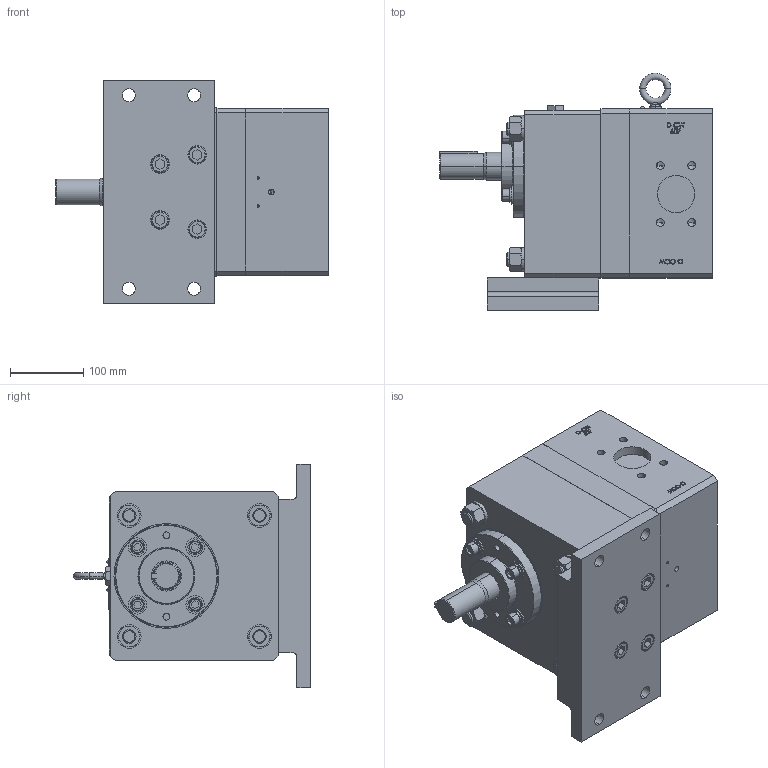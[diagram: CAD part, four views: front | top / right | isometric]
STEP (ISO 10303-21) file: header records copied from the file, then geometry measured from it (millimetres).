
FILE_DESCRIPTION (( 'STEP AP214' ), '1' );
FILE_NAME ('G-1415-15J9-003.STEP', '2019-09-24T15:53:10', ( '' ), ( '' ), 'SwSTEP 2.0', 'SolidWorks 2018', '' );
FILE_SCHEMA (( 'AUTOMOTIVE_DESIGN' ));
Length unit declared in the file: inch
Products named in the file (1): G-1415-15J9-003
Bounding box: 371.63 x 323.85 x 304.8 mm (x, y, z)
Volume: 15544696.4 mm3; surface area: 519034.4 mm2
Topology: 1 solids, 1 shells, 1636 faces, 4099 edges, 2671 vertices
Faces by surface type: plane 994, bspline 301, cylinder 210, cone 119, torus 8, sphere 4
Entity records: 80727 total; most frequent: CARTESIAN_POINT 31421, ORIENTED_EDGE 8154, DIRECTION 6576, EDGE_CURVE 4077, VECTOR 2792, LINE 2792, VERTEX_POINT 2671, AXIS2_PLACEMENT_3D 1892
